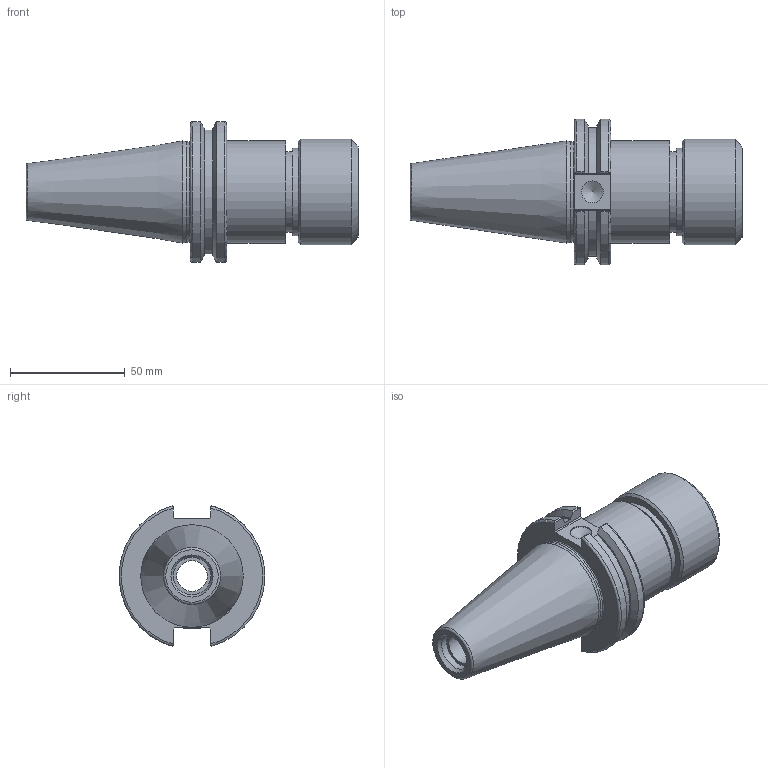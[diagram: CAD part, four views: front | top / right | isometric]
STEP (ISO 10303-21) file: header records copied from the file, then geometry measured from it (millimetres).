
FILE_DESCRIPTION(/* description */ ('','CAx-IF Rec.Pracs.---Representation and Presentation of Product Manufacturing Information (PMI)---4.0---2014-10-13'),/* implementation_level */ '2;1');
FILE_NAME(/* name */ 'VK312.stp',/* time_stamp */ '2025-03-26T14:50:27+09:00',/* author */ ('eos'),/* organization */ (''),/* preprocessor_version */ 'ST-DEVELOPER v20',/* originating_system */ 'Autodesk Inventor 2025',/* authorisation */ '');
FILE_SCHEMA (('AP242_MANAGED_MODEL_BASED_3D_ENGINEERING_MIM_LF { 1 0 10303 442 1 1 4 }'));
Length unit declared in the file: millimetre
Products named in the file (3): LO-CAT40-TG75-76.2; LO-CAT40-TG75-63.5; TG75 NUT
Assembly tree (2 placements, depth 2):
  LO-CAT40-TG75-76.2
    LO-CAT40-TG75-63.5
    TG75 NUT
Bounding box: 144.45 x 63.26 x 61.09 mm (x, y, z)
Volume: 150590.2 mm3; surface area: 38003.8 mm2
Topology: 2 solids, 2 shells, 71 faces, 171 edges, 112 vertices
Faces by surface type: plane 34, cylinder 18, cone 13, torus 6
Full cylindrical faces by diameter (mm): 9.525 x1, 13.386 x1, 16.3 x1, 18.923 x1, 23 x1, 31.5 x1, 35 x1, 38.1 x2, 43.6 x1, 44.45 x1, 46 x1
Entity records: 2776 total; most frequent: CARTESIAN_POINT 654, DIRECTION 411, ORIENTED_EDGE 340, EDGE_CURVE 170, AXIS2_PLACEMENT_3D 167, VERTEX_POINT 112, STYLED_ITEM 92, EDGE_LOOP 84
